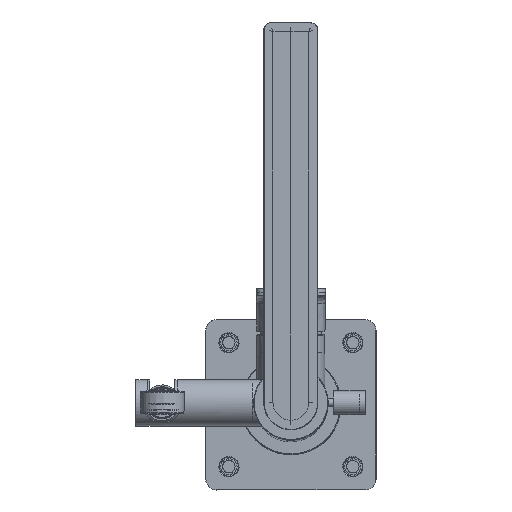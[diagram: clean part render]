
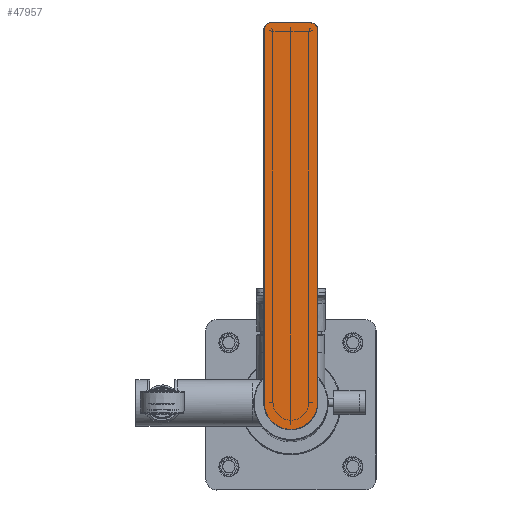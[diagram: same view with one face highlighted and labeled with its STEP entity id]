
A CAD part, top view. The second image highlights one B-rep face of the part: STEP entity #47957.
In plain terms, the highlighted planar face has unit normal (0, 0, 1).
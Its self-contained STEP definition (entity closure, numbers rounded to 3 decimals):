
#258=ELLIPSE('',#51051,38.215,1.);
#279=ELLIPSE('',#51113,38.215,1.);
#945=B_SPLINE_CURVE_WITH_KNOTS('',3,(#69778,#69779,#69780,#69781,#69782,
#69783,#69784,#69785,#69786),.UNSPECIFIED.,.F.,.F.,(4,1,1,1,1,1,4),(0.,
0.007,0.01,0.014,0.017,
0.021,0.028),.UNSPECIFIED.);
#946=B_SPLINE_CURVE_WITH_KNOTS('',3,(#69815,#69816,#69817,#69818,#69819,
#69820,#69821,#69822),.UNSPECIFIED.,.F.,.F.,(4,1,1,1,1,4),(0.,
0.007,0.01,0.014,0.021,
0.027),.UNSPECIFIED.);
#972=B_SPLINE_CURVE_WITH_KNOTS('',3,(#70492,#70493,#70494,#70495,#70496),
 .UNSPECIFIED.,.F.,.F.,(4,1,4),(0.,0.004,
0.007),.UNSPECIFIED.);
#984=B_SPLINE_CURVE_WITH_KNOTS('',3,(#70959,#70960,#70961,#70962,#70963),
 .UNSPECIFIED.,.F.,.F.,(4,1,4),(0.,0.004,0.007),
 .UNSPECIFIED.);
#2945=LINE('',#70474,#4971);
#2971=LINE('',#70941,#4997);
#4971=VECTOR('',#57019,1000.);
#4997=VECTOR('',#57169,1000.);
#10838=ORIENTED_EDGE('',*,*,#18048,.F.);
#10839=ORIENTED_EDGE('',*,*,#18235,.T.);
#10840=ORIENTED_EDGE('',*,*,#18237,.T.);
#10841=ORIENTED_EDGE('',*,*,#18239,.T.);
#10842=ORIENTED_EDGE('',*,*,#18163,.T.);
#10843=ORIENTED_EDGE('',*,*,#18161,.T.);
#10844=ORIENTED_EDGE('',*,*,#18159,.T.);
#10845=ORIENTED_EDGE('',*,*,#18044,.F.);
#18044=EDGE_CURVE('',#22170,#22172,#945,.T.);
#18048=EDGE_CURVE('',#22175,#22170,#946,.T.);
#18159=EDGE_CURVE('',#22250,#22172,#2945,.F.);
#18161=EDGE_CURVE('',#22251,#22250,#972,.T.);
#18163=EDGE_CURVE('',#22252,#22251,#258,.F.);
#18235=EDGE_CURVE('',#22175,#22283,#2971,.T.);
#18237=EDGE_CURVE('',#22283,#22284,#984,.T.);
#18239=EDGE_CURVE('',#22284,#22252,#279,.F.);
#22170=VERTEX_POINT('',#69776);
#22172=VERTEX_POINT('',#69787);
#22175=VERTEX_POINT('',#69814);
#22250=VERTEX_POINT('',#70475);
#22251=VERTEX_POINT('',#70497);
#22252=VERTEX_POINT('',#70501);
#22283=VERTEX_POINT('',#70942);
#22284=VERTEX_POINT('',#70964);
#27015=EDGE_LOOP('',(#10838,#10839,#10840,#10841,#10842,#10843,#10844,#10845));
#30163=FACE_BOUND('',#27015,.T.);
#32447=PLANE('',#51143);
#47957=ADVANCED_FACE('',(#30163),#32447,.T.);
#51051=AXIS2_PLACEMENT_3D('',#70500,#57026,#57027);
#51113=AXIS2_PLACEMENT_3D('',#70967,#57176,#57177);
#51143=AXIS2_PLACEMENT_3D('',#71137,#57236,#57237);
#57019=DIRECTION('',(0.,-1.,0.));
#57026=DIRECTION('',(0.,0.,-1.));
#57027=DIRECTION('',(1.,0.026,0.));
#57169=DIRECTION('',(0.,-1.,0.));
#57176=DIRECTION('',(0.,0.,-1.));
#57177=DIRECTION('',(-1.,0.026,0.));
#57236=DIRECTION('',(0.,0.,1.));
#57237=DIRECTION('',(1.,0.,0.));
#69776=CARTESIAN_POINT('',(0.,17.464,129.724));
#69778=CARTESIAN_POINT('',(0.,17.464,129.724));
#69779=CARTESIAN_POINT('',(2.286,17.448,129.724));
#69780=CARTESIAN_POINT('',(5.661,16.745,129.724));
#69781=CARTESIAN_POINT('',(9.671,14.556,129.724));
#69782=CARTESIAN_POINT('',(12.288,12.364,129.724));
#69783=CARTESIAN_POINT('',(14.426,9.715,129.724));
#69784=CARTESIAN_POINT('',(16.553,5.665,129.724));
#69785=CARTESIAN_POINT('',(17.216,2.287,129.724));
#69786=CARTESIAN_POINT('',(17.216,0.,129.724));
#69787=CARTESIAN_POINT('',(17.216,0.,129.724));
#69814=CARTESIAN_POINT('',(-17.216,0.,129.724));
#69815=CARTESIAN_POINT('',(-17.216,0.,129.724));
#69816=CARTESIAN_POINT('',(-17.216,2.287,129.724));
#69817=CARTESIAN_POINT('',(-16.554,5.665,129.724));
#69818=CARTESIAN_POINT('',(-14.425,9.716,129.724));
#69819=CARTESIAN_POINT('',(-11.58,13.246,129.724));
#69820=CARTESIAN_POINT('',(-6.791,16.513,129.724));
#69821=CARTESIAN_POINT('',(-2.287,17.448,129.724));
#69822=CARTESIAN_POINT('',(0.,17.464,129.724));
#70474=CARTESIAN_POINT('',(17.216,-122.497,129.724));
#70475=CARTESIAN_POINT('',(17.216,-240.122,129.724));
#70492=CARTESIAN_POINT('',(12.641,-244.923,129.724));
#70493=CARTESIAN_POINT('',(13.871,-244.867,129.724));
#70494=CARTESIAN_POINT('',(16.236,-243.773,129.724));
#70495=CARTESIAN_POINT('',(17.216,-241.353,129.724));
#70496=CARTESIAN_POINT('',(17.216,-240.122,129.724));
#70497=CARTESIAN_POINT('',(12.641,-244.923,129.724));
#70500=CARTESIAN_POINT('',(-10.148,-244.717,129.724));
#70501=CARTESIAN_POINT('',(0.,-245.416,129.724));
#70941=CARTESIAN_POINT('',(-17.216,-122.497,129.724));
#70942=CARTESIAN_POINT('',(-17.216,-240.122,129.724));
#70959=CARTESIAN_POINT('',(-17.216,-240.122,129.724));
#70960=CARTESIAN_POINT('',(-17.216,-241.353,129.724));
#70961=CARTESIAN_POINT('',(-16.24,-243.769,129.724));
#70962=CARTESIAN_POINT('',(-13.871,-244.867,129.724));
#70963=CARTESIAN_POINT('',(-12.641,-244.923,129.724));
#70964=CARTESIAN_POINT('',(-12.641,-244.923,129.724));
#70967=CARTESIAN_POINT('',(10.148,-244.717,129.724));
#71137=CARTESIAN_POINT('',(21.581,296.592,129.724));
